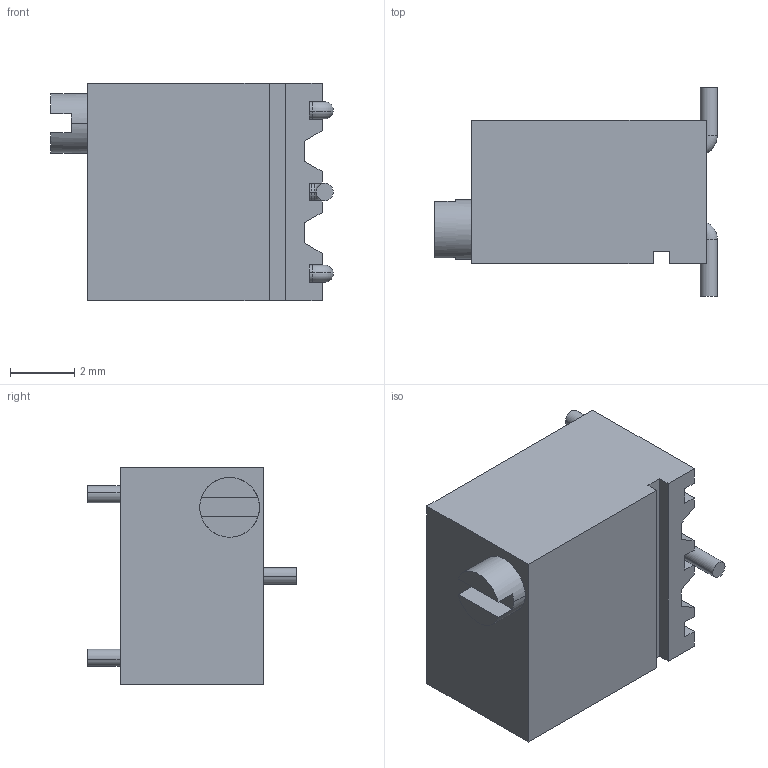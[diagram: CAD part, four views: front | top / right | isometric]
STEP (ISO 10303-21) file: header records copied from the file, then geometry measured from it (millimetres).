
FILE_DESCRIPTION((''),'2;1');
FILE_NAME('84W_SW0001','2013-03-14T',('BMozley'),(''),'PRO/ENGINEER BY PARAMETRIC TECHNOLOGY CORPORATION, 2012480','PRO/ENGINEER BY PARAMETRIC TECHNOLOGY CORPORATION, 2012480','');
FILE_SCHEMA(('CONFIG_CONTROL_DESIGN'));
Length unit declared in the file: inch
Products named in the file (1): 84W_SW0001
Bounding box: 8.78 x 6.48 x 6.76 mm (x, y, z)
Volume: 208.3 mm3; surface area: 296.9 mm2
Topology: 1 solids, 2 shells, 128 faces, 331 edges, 208 vertices
Faces by surface type: plane 82, cylinder 26, torus 14, cone 4, bspline 2
Entity records: 4052 total; most frequent: CARTESIAN_POINT 852, ORIENTED_EDGE 662, DIRECTION 651, EDGE_CURVE 331, VECTOR 235, LINE 235, AXIS2_PLACEMENT_3D 208, VERTEX_POINT 208
